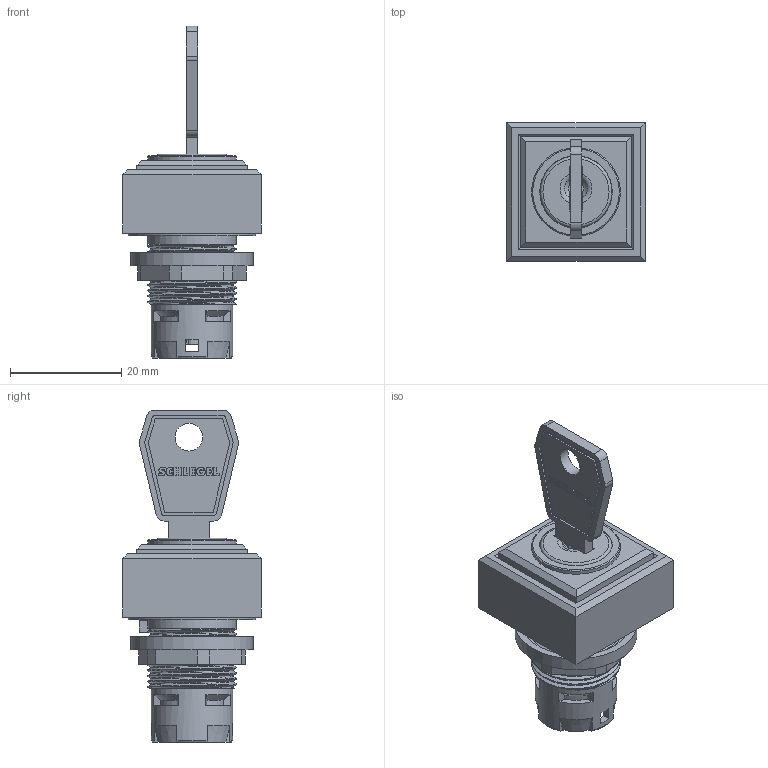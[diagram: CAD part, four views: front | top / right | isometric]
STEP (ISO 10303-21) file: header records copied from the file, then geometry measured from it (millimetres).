
FILE_DESCRIPTION(/* description */ (''),/* implementation_level */ '2;1');
FILE_NAME(/* name */ 'QXSSDGA14E_vereinfacht.stp',/* time_stamp */ '2024-07-01T07:29:25+02:00',/* author */ ('Sz'),/* organization */ (''),/* preprocessor_version */ 'ST-DEVELOPER v19.2',/* originating_system */ 'Autodesk Inventor 2023',/* authorisation */ '');
FILE_SCHEMA (('AUTOMOTIVE_DESIGN { 1 0 10303 214 3 1 1 }'));
Length unit declared in the file: centimetre
Products named in the file (1): Bauteil316
Bounding box: 24.95 x 24.95 x 59.8 mm (x, y, z)
Volume: 11678.6 mm3; surface area: 8393.4 mm2
Topology: 1 solids, 3 shells, 857 faces, 2430 edges, 1618 vertices
Faces by surface type: plane 756, cylinder 68, cone 16, torus 8, bspline 7, sphere 2
Full cylindrical faces by diameter (mm): 2 x4, 2.013 x1, 2.256 x1, 2.5 x1, 4.5 x2, 5 x1, 9 x1, 11.75 x1, 12.1 x1, 12.9 x1, 13.05 x1, 14.65 x1, 14.796 x2, 16 x7, 16.15 x1, 16.5 x1, 19.5 x1, 22 x1, 23 x1
Entity records: 38259 total; most frequent: CARTESIAN_POINT 15003, ORIENTED_EDGE 4860, DIRECTION 4265, EDGE_CURVE 2430, LINE 2087, VECTOR 2087, VERTEX_POINT 1618, AXIS2_PLACEMENT_3D 1089
